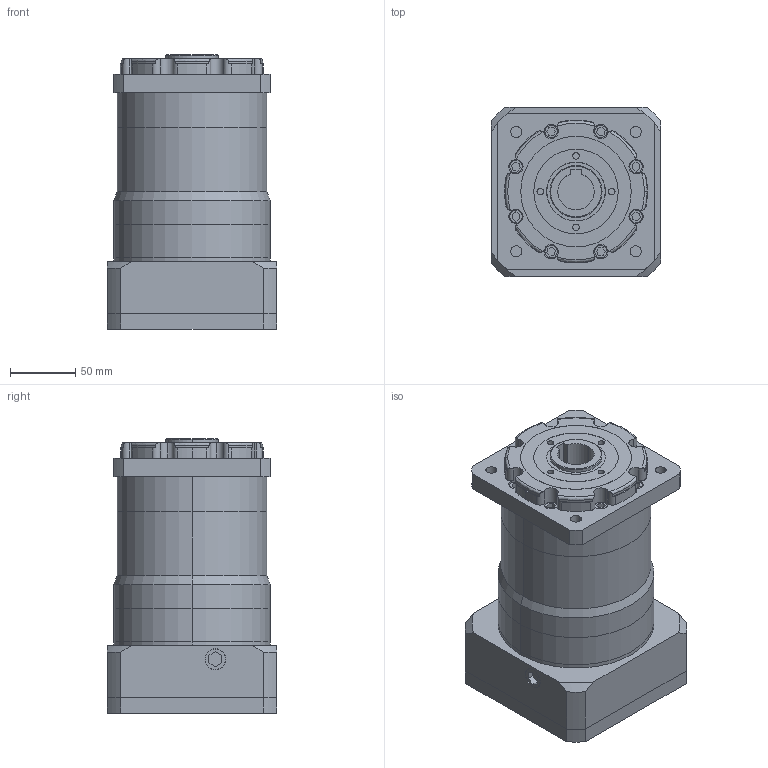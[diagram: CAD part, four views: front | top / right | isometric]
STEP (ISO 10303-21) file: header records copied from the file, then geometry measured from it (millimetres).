
FILE_DESCRIPTION (( 'STEP AP214' ), '1' );
FILE_NAME ('VGK115双级模型（22-70 110-5 4-9-145）.STEP', '2019-01-11T00:56:33', ( 'Windows' ), ( 'Microsoft' ), 'SwSTEP 2.0', 'SolidWorks 2016', '' );
FILE_SCHEMA (( 'AUTOMOTIVE_DESIGN' ));
Length unit declared in the file: millimetre
Products named in the file (3): VGK115双级模型（22-70 110-5 4-9-145）; VGK115邧撰耀倰; VGE115后过渡板（-70 110-5 4-9-145）
Assembly tree (2 placements, depth 2):
  VGK115双级模型（22-70 110-5 4-9-145）
    VGK115邧撰耀倰
    VGE115后过渡板（-70 110-5 4-9-145）
Bounding box: 130 x 130 x 211 mm (x, y, z)
Volume: 2146681.7 mm3; surface area: 256568.7 mm2
Topology: 5 solids, 5 shells, 398 faces, 1002 edges, 659 vertices
Faces by surface type: cylinder 185, plane 184, torus 15, cone 14
Entity records: 12744 total; most frequent: CARTESIAN_POINT 2518, DIRECTION 2188, ORIENTED_EDGE 1988, EDGE_CURVE 994, AXIS2_PLACEMENT_3D 829, VERTEX_POINT 659, LINE 530, VECTOR 530
